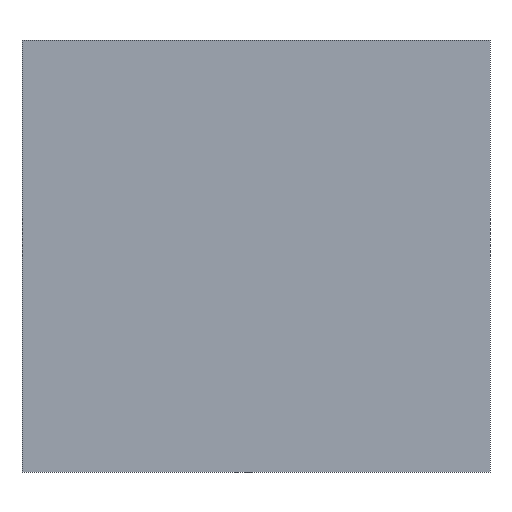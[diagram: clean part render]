
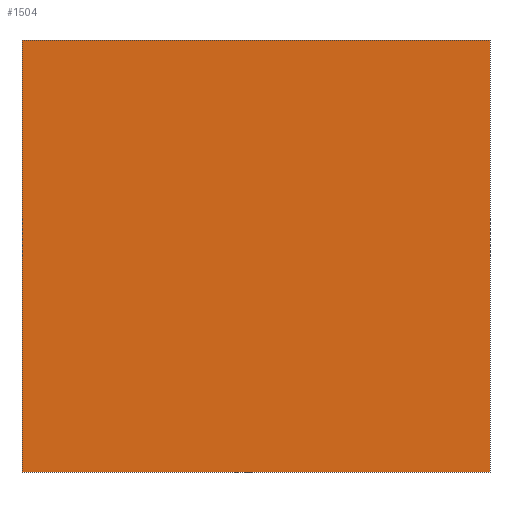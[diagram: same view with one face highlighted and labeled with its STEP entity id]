
A CAD part, front view. The second image highlights one B-rep face of the part: STEP entity #1504.
In plain terms, the highlighted planar face has unit normal (0, -1, 0).
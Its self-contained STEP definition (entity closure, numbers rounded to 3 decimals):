
#139=FACE_OUTER_BOUND('',#227,.T.);
#227=EDGE_LOOP('',(#1265,#1266,#1267,#1268));
#403=LINE('',#2487,#539);
#407=LINE('',#2495,#543);
#410=LINE('',#2501,#546);
#413=LINE('',#2506,#549);
#539=VECTOR('',#2069,10.);
#543=VECTOR('',#2075,10.);
#546=VECTOR('',#2080,10.);
#549=VECTOR('',#2085,10.);
#682=VERTEX_POINT('',#2485);
#683=VERTEX_POINT('',#2486);
#686=VERTEX_POINT('',#2494);
#688=VERTEX_POINT('',#2500);
#873=EDGE_CURVE('',#682,#683,#403,.T.);
#877=EDGE_CURVE('',#686,#682,#407,.T.);
#880=EDGE_CURVE('',#688,#686,#410,.T.);
#883=EDGE_CURVE('',#683,#688,#413,.T.);
#1265=ORIENTED_EDGE('',*,*,#883,.F.);
#1266=ORIENTED_EDGE('',*,*,#873,.F.);
#1267=ORIENTED_EDGE('',*,*,#877,.F.);
#1268=ORIENTED_EDGE('',*,*,#880,.F.);
#1351=PLANE('',#1675);
#1504=ADVANCED_FACE('',(#139),#1351,.F.);
#1675=AXIS2_PLACEMENT_3D('',#2509,#2089,#2090);
#2069=DIRECTION('',(-1.,0.,0.));
#2075=DIRECTION('',(0.,0.,-1.));
#2080=DIRECTION('',(1.,0.,0.));
#2085=DIRECTION('',(0.,0.,1.));
#2089=DIRECTION('center_axis',(0.,1.,0.));
#2090=DIRECTION('ref_axis',(1.,0.,0.));
#2485=CARTESIAN_POINT('',(13.,0.,-12.));
#2486=CARTESIAN_POINT('',(0.,0.,-12.));
#2487=CARTESIAN_POINT('',(13.,0.,-12.));
#2494=CARTESIAN_POINT('',(13.,0.,0.));
#2495=CARTESIAN_POINT('',(13.,0.,0.));
#2500=CARTESIAN_POINT('',(0.,0.,0.));
#2501=CARTESIAN_POINT('',(0.,0.,0.));
#2506=CARTESIAN_POINT('',(0.,0.,-12.));
#2509=CARTESIAN_POINT('Origin',(6.5,0.,-6.));
